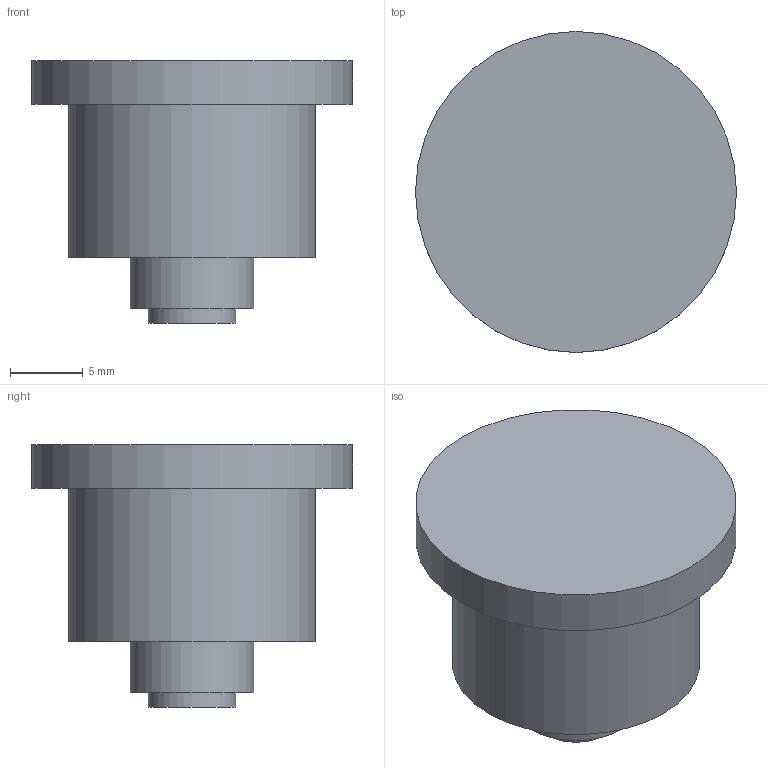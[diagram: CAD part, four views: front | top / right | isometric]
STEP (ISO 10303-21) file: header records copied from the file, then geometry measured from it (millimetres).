
FILE_DESCRIPTION(/* description */ (''),/* implementation_level */ '2;1');
FILE_NAME(/* name */ 'Al_Template_hat.stp',/* time_stamp */ '2021-03-12T13:48:05+01:00',/* author */ ('vakilim'),/* organization */ (''),/* preprocessor_version */ 'ST-DEVELOPER v17',/* originating_system */ 'Autodesk Inventor 2018',/* authorisation */ '');
FILE_SCHEMA (('AUTOMOTIVE_DESIGN { 1 0 10303 214 3 1 1 }'));
Length unit declared in the file: millimetre
Products named in the file (1): Al_Template_hat
Bounding box: 22 x 22 x 18 mm (x, y, z)
Volume: 3675.3 mm3; surface area: 1731.1 mm2
Topology: 1 solids, 1 shells, 11 faces, 16 edges, 11 vertices
Faces by surface type: plane 6, cylinder 5
Full cylindrical faces by diameter (mm): 2.46 x1, 6 x1, 8.47 x1, 16.94 x1, 22 x1
Entity records: 288 total; most frequent: DIRECTION 51, CARTESIAN_POINT 39, ORIENTED_EDGE 32, AXIS2_PLACEMENT_3D 23, EDGE_CURVE 16, EDGE_LOOP 15, FACE_OUTER_BOUND 11, CIRCLE 11
